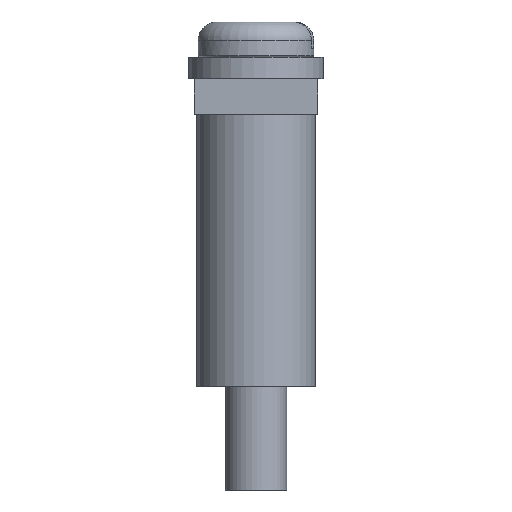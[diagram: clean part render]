
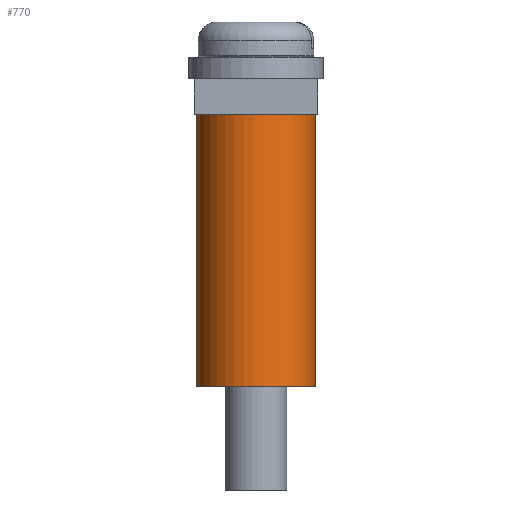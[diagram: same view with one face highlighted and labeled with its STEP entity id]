
A CAD part, front view. The second image highlights one B-rep face of the part: STEP entity #770.
In plain terms, the highlighted cylindrical face has radius 2.5 mm (diameter 5 mm), a full revolution.
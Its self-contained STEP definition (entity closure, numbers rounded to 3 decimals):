
#49 = EDGE_CURVE ( 'NONE', #369, #369, #119, .T. ) ;
#83 = DIRECTION ( 'NONE',  ( 0., -1., 0. ) ) ;
#119 = CIRCLE ( 'NONE', #267, 2.5 ) ;
#178 = DIRECTION ( 'NONE',  ( 0., 0., -1. ) ) ;
#204 = DIRECTION ( 'NONE',  ( 0., 0., 1. ) ) ;
#228 = AXIS2_PLACEMENT_3D ( 'NONE', #360, #616, #960 ) ;
#241 = FACE_OUTER_BOUND ( 'NONE', #990, .T. ) ;
#253 = EDGE_LOOP ( 'NONE', ( #875 ) ) ;
#267 = AXIS2_PLACEMENT_3D ( 'NONE', #466, #380, #204 ) ;
#360 = CARTESIAN_POINT ( 'NONE',  ( 0., 11.5, 0. ) ) ;
#369 = VERTEX_POINT ( 'NONE', #954 ) ;
#380 = DIRECTION ( 'NONE',  ( 0., 1., 0. ) ) ;
#454 = EDGE_CURVE ( 'NONE', #897, #897, #719, .T. ) ;
#466 = CARTESIAN_POINT ( 'NONE',  ( 0., 0., 0. ) ) ;
#499 = FACE_OUTER_BOUND ( 'NONE', #253, .T. ) ;
#616 = DIRECTION ( 'NONE',  ( 0., 1., 0. ) ) ;
#719 = CIRCLE ( 'NONE', #228, 2.5 ) ;
#770 = ADVANCED_FACE ( 'NONE', ( #241, #499 ), #862, .T. ) ;
#862 = CYLINDRICAL_SURFACE ( 'NONE', #1030, 2.5 ) ;
#866 = CARTESIAN_POINT ( 'NONE',  ( 0., 11.5, 0. ) ) ;
#875 = ORIENTED_EDGE ( 'NONE', *, *, #49, .T. ) ;
#897 = VERTEX_POINT ( 'NONE', #1069 ) ;
#954 = CARTESIAN_POINT ( 'NONE',  ( 0., 0., 2.5 ) ) ;
#960 = DIRECTION ( 'NONE',  ( 0., 0., 1. ) ) ;
#990 = EDGE_LOOP ( 'NONE', ( #1054 ) ) ;
#1030 = AXIS2_PLACEMENT_3D ( 'NONE', #866, #83, #178 ) ;
#1054 = ORIENTED_EDGE ( 'NONE', *, *, #454, .F. ) ;
#1069 = CARTESIAN_POINT ( 'NONE',  ( 0., 11.5, 2.5 ) ) ;
